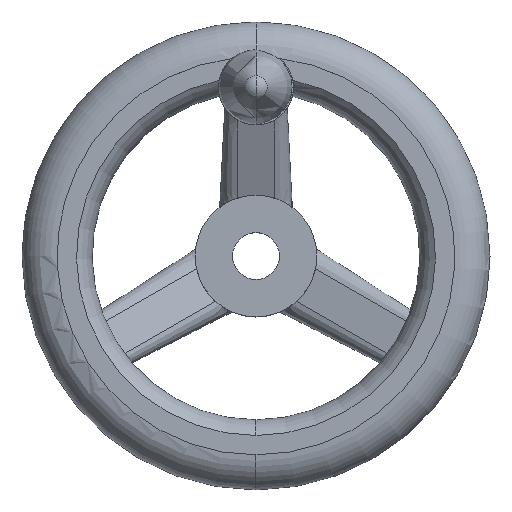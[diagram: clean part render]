
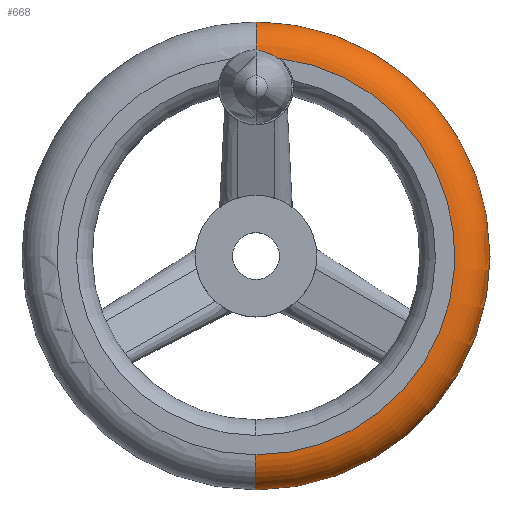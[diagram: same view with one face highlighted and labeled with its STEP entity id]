
A CAD part, top view. The second image highlights one B-rep face of the part: STEP entity #668.
In plain terms, the highlighted toroidal (fillet/blend) face has major radius 42.5 mm and minor radius 7.5 mm.
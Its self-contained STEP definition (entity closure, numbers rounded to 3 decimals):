
#328=VERTEX_POINT('',#842);
#358=VERTEX_POINT('',#873);
#422=VERTEX_POINT('',#945);
#514=EDGE_CURVE('',#328,#422,#1050,.T.);
#524=EDGE_CURVE('',#610,#328,#1062,.T.);
#596=EDGE_CURVE('',#632,#610,#1139,.T.);
#610=VERTEX_POINT('',#1154);
#622=EDGE_CURVE('',#422,#358,#1167,.T.);
#632=VERTEX_POINT('',#1177);
#668=ADVANCED_FACE('',(#1220),#1221,.T.);
#670=EDGE_CURVE('',#358,#632,#1223,.T.);
#842=CARTESIAN_POINT('',(0.,42.5,33.0));
#873=CARTESIAN_POINT('',(0.,-42.5,33.0));
#945=CARTESIAN_POINT('',(5.058,42.198,33.));
#1050=CIRCLE('',#1901,42.5);
#1062=CIRCLE('',#1917,7.5);
#1139=CIRCLE('',#2077,50.0);
#1154=CARTESIAN_POINT('',(0.,50.,25.5));
#1167=CIRCLE('',#2147,42.5);
#1177=CARTESIAN_POINT('',(0.,-50.0,25.5));
#1220=FACE_OUTER_BOUND('',#2222,.T.);
#1221=TOROIDAL_SURFACE('',#2223,42.5,7.5);
#1223=CIRCLE('',#2226,7.5);
#1901=AXIS2_PLACEMENT_3D('',#2801,#2802,#2803);
#1917=AXIS2_PLACEMENT_3D('',#2816,#2817,#2818);
#2077=AXIS2_PLACEMENT_3D('',#2899,#2900,#2901);
#2147=AXIS2_PLACEMENT_3D('',#2934,#2935,#2936);
#2222=EDGE_LOOP('',(#3012,#3013,#3014,#3015,#3016));
#2223=AXIS2_PLACEMENT_3D('',#3017,#3018,#3019);
#2226=AXIS2_PLACEMENT_3D('',#3020,#3021,#3022);
#2801=CARTESIAN_POINT('',(0.,0.,33.0));
#2802=DIRECTION('',(0.,0.,-1.0));
#2803=DIRECTION('',(0.,1.0,0.));
#2816=CARTESIAN_POINT('',(0.,42.5,25.5));
#2817=DIRECTION('',(1.0,0.,0.));
#2818=DIRECTION('',(0.,1.0,0.));
#2899=CARTESIAN_POINT('',(0.,0.,25.5));
#2900=DIRECTION('',(0.,0.,1.0));
#2901=DIRECTION('',(1.0,0.0,0.));
#2934=CARTESIAN_POINT('',(0.,0.,33.0));
#2935=DIRECTION('',(0.,0.,-1.0));
#2936=DIRECTION('',(0.,1.0,0.));
#3012=ORIENTED_EDGE('',*,*,#596,.T.);
#3013=ORIENTED_EDGE('',*,*,#524,.T.);
#3014=ORIENTED_EDGE('',*,*,#514,.T.);
#3015=ORIENTED_EDGE('',*,*,#622,.T.);
#3016=ORIENTED_EDGE('',*,*,#670,.T.);
#3017=CARTESIAN_POINT('',(0.,0.,25.5));
#3018=DIRECTION('',(0.,0.,1.0));
#3019=DIRECTION('',(0.,1.0,0.0));
#3020=CARTESIAN_POINT('',(0.,-42.5,25.5));
#3021=DIRECTION('',(1.0,0.,0.));
#3022=DIRECTION('',(0.,-1.0,0.));
